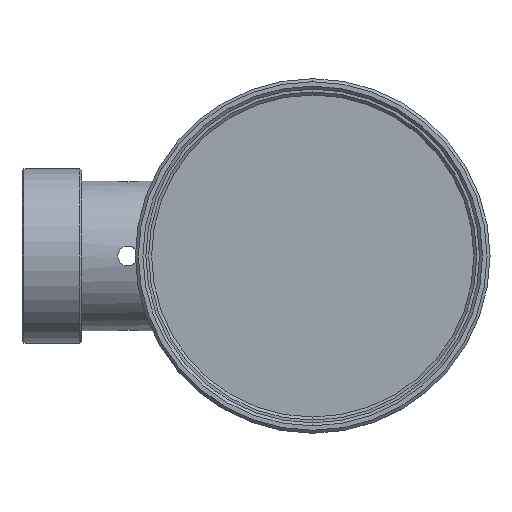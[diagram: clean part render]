
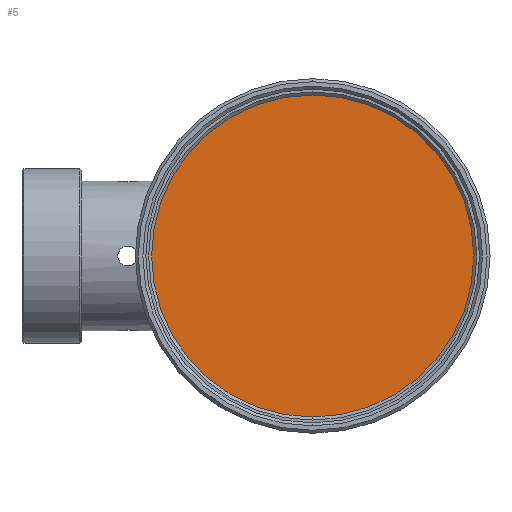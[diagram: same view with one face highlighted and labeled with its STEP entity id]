
A CAD part, left-side view. The second image highlights one B-rep face of the part: STEP entity #5.
In plain terms, the highlighted planar face has unit normal (-1, 0, 0).
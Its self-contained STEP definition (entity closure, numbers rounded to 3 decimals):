
#5 = ADVANCED_FACE ( 'NONE', ( #3380 ), #8269, .F. ) ;
#503 = DIRECTION ( 'NONE',  ( 0., 0., -1. ) ) ;
#620 = AXIS2_PLACEMENT_3D ( 'NONE', #1031, #5025, #3080 ) ;
#775 = EDGE_CURVE ( 'NONE', #4955, #2026, #4726, .T. ) ;
#970 = EDGE_CURVE ( 'NONE', #2026, #4955, #1070, .T. ) ;
#988 = AXIS2_PLACEMENT_3D ( 'NONE', #1141, #4393, #503 ) ;
#1031 = CARTESIAN_POINT ( 'NONE',  ( -1., 0., 0. ) ) ;
#1070 = CIRCLE ( 'NONE', #6211, 16.6 ) ;
#1141 = CARTESIAN_POINT ( 'NONE',  ( -1., 15., 0. ) ) ;
#2026 = VERTEX_POINT ( 'NONE', #3570 ) ;
#3065 = DIRECTION ( 'NONE',  ( -1., 0., 0. ) ) ;
#3080 = DIRECTION ( 'NONE',  ( 0., 0., 1. ) ) ;
#3331 = ORIENTED_EDGE ( 'NONE', *, *, #970, .T. ) ;
#3380 = FACE_OUTER_BOUND ( 'NONE', #6485, .T. ) ;
#3387 = CARTESIAN_POINT ( 'NONE',  ( -1., 0., 16.6 ) ) ;
#3525 = ORIENTED_EDGE ( 'NONE', *, *, #775, .T. ) ;
#3570 = CARTESIAN_POINT ( 'NONE',  ( -1., 0., -16.6 ) ) ;
#4393 = DIRECTION ( 'NONE',  ( 1., 0., 0. ) ) ;
#4726 = CIRCLE ( 'NONE', #620, 16.6 ) ;
#4955 = VERTEX_POINT ( 'NONE', #3387 ) ;
#5025 = DIRECTION ( 'NONE',  ( -1., 0., 0. ) ) ;
#6211 = AXIS2_PLACEMENT_3D ( 'NONE', #6941, #3065, #8238 ) ;
#6485 = EDGE_LOOP ( 'NONE', ( #3525, #3331 ) ) ;
#6941 = CARTESIAN_POINT ( 'NONE',  ( -1., 0., 0. ) ) ;
#8238 = DIRECTION ( 'NONE',  ( 0., 0., 1. ) ) ;
#8269 = PLANE ( 'NONE',  #988 ) ;
